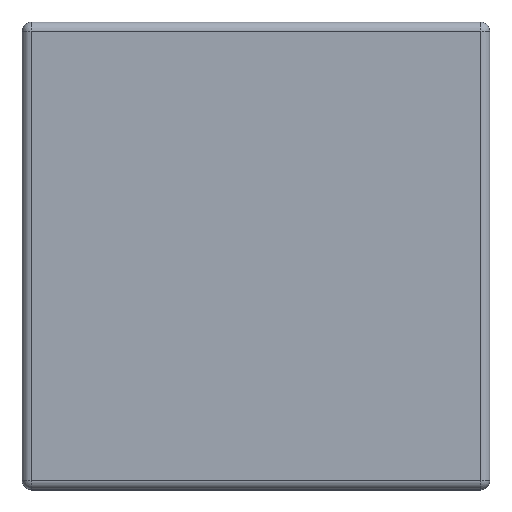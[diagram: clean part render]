
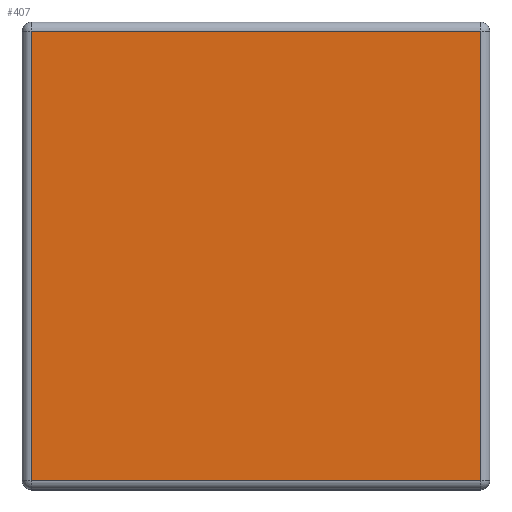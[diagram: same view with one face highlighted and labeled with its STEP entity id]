
A CAD part, top view. The second image highlights one B-rep face of the part: STEP entity #407.
In plain terms, the highlighted planar face has unit normal (0, 0, 1).
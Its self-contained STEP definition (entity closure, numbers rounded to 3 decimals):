
#22 = VERTEX_POINT('',#23);
#23 = CARTESIAN_POINT('',(12.2,12.2,15.24));
#89 = VERTEX_POINT('',#90);
#90 = CARTESIAN_POINT('',(-12.2,12.2,15.24));
#156 = VERTEX_POINT('',#157);
#157 = CARTESIAN_POINT('',(12.2,-12.2,15.24));
#223 = EDGE_CURVE('',#22,#156,#224,.T.);
#224 = LINE('',#225,#226);
#225 = CARTESIAN_POINT('',(12.2,-6.35,15.24));
#226 = VECTOR('',#227,1.);
#227 = DIRECTION('',(0.,-1.,0.));
#245 = VERTEX_POINT('',#246);
#246 = CARTESIAN_POINT('',(-12.2,-12.2,15.24));
#312 = EDGE_CURVE('',#156,#245,#313,.T.);
#313 = LINE('',#314,#315);
#314 = CARTESIAN_POINT('',(-6.35,-12.2,15.24));
#315 = VECTOR('',#316,1.);
#316 = DIRECTION('',(-1.,0.,0.));
#334 = EDGE_CURVE('',#245,#89,#335,.T.);
#335 = LINE('',#336,#337);
#336 = CARTESIAN_POINT('',(-12.2,6.35,15.24));
#337 = VECTOR('',#338,1.);
#338 = DIRECTION('',(0.,1.,0.));
#356 = EDGE_CURVE('',#89,#22,#357,.T.);
#357 = LINE('',#358,#359);
#358 = CARTESIAN_POINT('',(6.35,12.2,15.24));
#359 = VECTOR('',#360,1.);
#360 = DIRECTION('',(1.,0.,0.));
#407 = ADVANCED_FACE('',(#408),#414,.T.);
#408 = FACE_BOUND('',#409,.T.);
#409 = EDGE_LOOP('',(#410,#411,#412,#413));
#410 = ORIENTED_EDGE('',*,*,#223,.F.);
#411 = ORIENTED_EDGE('',*,*,#356,.F.);
#412 = ORIENTED_EDGE('',*,*,#334,.F.);
#413 = ORIENTED_EDGE('',*,*,#312,.F.);
#414 = PLANE('',#415);
#415 = AXIS2_PLACEMENT_3D('',#416,#417,#418);
#416 = CARTESIAN_POINT('',(0.,0.,15.24));
#417 = DIRECTION('',(0.,0.,1.));
#418 = DIRECTION('',(0.,-1.,0.));
